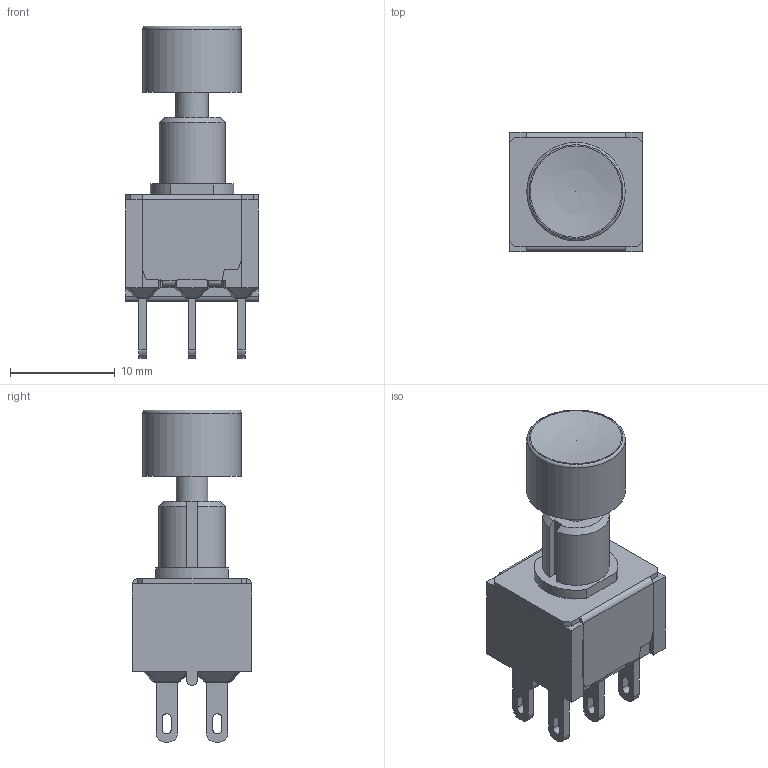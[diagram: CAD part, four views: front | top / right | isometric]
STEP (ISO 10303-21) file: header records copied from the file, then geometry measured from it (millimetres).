
FILE_DESCRIPTION(/* description */ (''),/* implementation_level */ '2;1');
FILE_NAME(/* name */ '700DP7B10M1xEC2xxx.stp',/* time_stamp */ '2024-10-29T09:05:20-05:00',/* author */ ('jsteinblock'),/* organization */ (''),/* preprocessor_version */ 'ST-DEVELOPER v18.1',/* originating_system */ 'Autodesk Inventor 2022',/* authorisation */ '');
FILE_SCHEMA (('AUTOMOTIVE_DESIGN { 1 0 10303 214 3 1 1 }'));
Length unit declared in the file: inch
Products named in the file (1): 700DP7B10M1xEC2xxx
Bounding box: 12.7 x 11.43 x 31.71 mm (x, y, z)
Volume: 1916.3 mm3; surface area: 1861.1 mm2
Topology: 2 solids, 6 shells, 473 faces, 1275 edges, 799 vertices
Faces by surface type: plane 241, cylinder 136, bspline 60, sphere 25, cone 9, torus 2
Full cylindrical faces by diameter (mm): 2 x1, 3.1 x2, 4 x2, 5 x1, 7.4 x1, 9.4 x1
Entity records: 15243 total; most frequent: CARTESIAN_POINT 3690, ORIENTED_EDGE 2500, DIRECTION 2236, EDGE_CURVE 1250, VERTEX_POINT 799, LINE 792, VECTOR 792, AXIS2_PLACEMENT_3D 722
